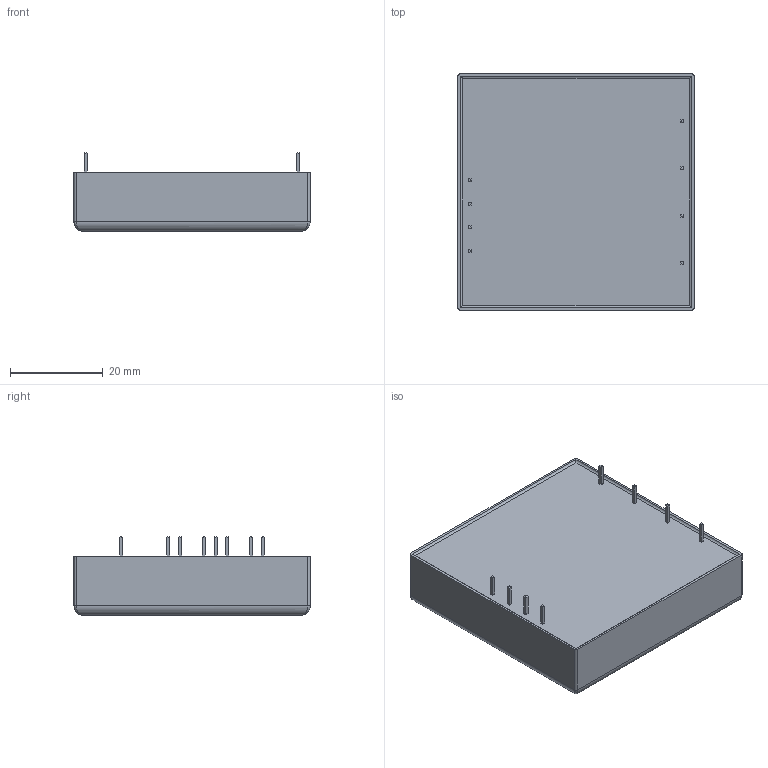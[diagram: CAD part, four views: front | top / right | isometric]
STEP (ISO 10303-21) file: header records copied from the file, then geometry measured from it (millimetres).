
FILE_DESCRIPTION(/* description */ ('Alibre Inc.'),/* implementation_level */ '2;1');
FILE_NAME(/* name */ 'export0',/* time_stamp */ '2011-08-08T18:23:32+02:00',/* author */ (''),/* organization */ (''),/* preprocessor_version */ 'ST-DEVELOPER v12',/* originating_system */ 'Alibre',/* authorisation */ '');
FILE_SCHEMA (('AUTOMOTIVE_DESIGN'));
Length unit declared in the file: centimetre
Bounding box: 50.8 x 50.81 x 16.91 mm (x, y, z)
Volume: 2634 mm3; surface area: 15838.5 mm2
Topology: 1 solids, 2 shells, 818 faces, 2135 edges, 1370 vertices
Faces by surface type: plane 637, cylinder 119, bspline 62
Full cylindrical faces by diameter (mm): 1.379 x1, 1.398 x1, 2 x1
Entity records: 23782 total; most frequent: CARTESIAN_POINT 5110, ORIENTED_EDGE 4248, DIRECTION 2938, EDGE_CURVE 2124, VECTOR 1690, LINE 1690, VERTEX_POINT 1370, EDGE_LOOP 906
